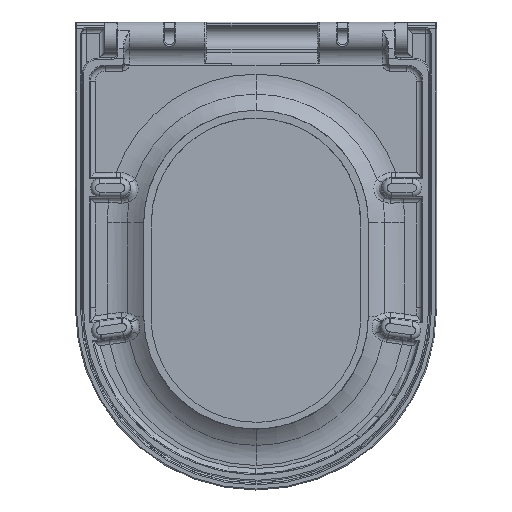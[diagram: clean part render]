
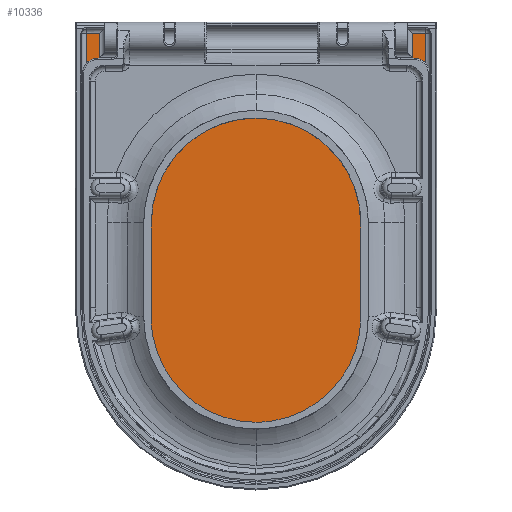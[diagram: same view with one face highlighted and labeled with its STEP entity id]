
A CAD part, front view. The second image highlights one B-rep face of the part: STEP entity #10336.
In plain terms, the highlighted face is planar.
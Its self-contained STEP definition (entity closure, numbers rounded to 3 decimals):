
#133 = AXIS2_PLACEMENT_3D ( 'NONE', #2415, #8624, #10017 ) ;
#421 = VERTEX_POINT ( 'NONE', #11401 ) ;
#466 = DIRECTION ( 'NONE',  ( 0., -1., 0. ) ) ;
#509 = DIRECTION ( 'NONE',  ( 0., 0., 1. ) ) ;
#512 = DIRECTION ( 'NONE',  ( 0., 0., -1. ) ) ;
#635 = CARTESIAN_POINT ( 'NONE',  ( 167.5, 35.5, -283.5 ) ) ;
#670 = VECTOR ( 'NONE', #1162, 1000. ) ;
#776 = VERTEX_POINT ( 'NONE', #4632 ) ;
#858 = ORIENTED_EDGE ( 'NONE', *, *, #10726, .T. ) ;
#985 = ORIENTED_EDGE ( 'NONE', *, *, #10628, .T. ) ;
#1162 = DIRECTION ( 'NONE',  ( -1., 0., 0. ) ) ;
#1168 = CIRCLE ( 'NONE', #12038, 167.5 ) ;
#1541 = VERTEX_POINT ( 'NONE', #9907 ) ;
#1569 = EDGE_CURVE ( 'NONE', #9171, #9091, #9317, .T. ) ;
#1693 = AXIS2_PLACEMENT_3D ( 'NONE', #1898, #3110, #11789 ) ;
#1898 = CARTESIAN_POINT ( 'NONE',  ( 132.5, 35.5, -332. ) ) ;
#2017 = DIRECTION ( 'NONE',  ( 0., 0., -1. ) ) ;
#2365 = AXIS2_PLACEMENT_3D ( 'NONE', #12363, #7472, #2392 ) ;
#2388 = ORIENTED_EDGE ( 'NONE', *, *, #14239, .T. ) ;
#2392 = DIRECTION ( 'NONE',  ( 0., 0., -1. ) ) ;
#2415 = CARTESIAN_POINT ( 'NONE',  ( 132.5, 35.5, -332. ) ) ;
#2419 = EDGE_CURVE ( 'NONE', #6024, #11314, #12934, .T. ) ;
#2699 = VECTOR ( 'NONE', #14249, 1000. ) ;
#2710 = LINE ( 'NONE', #4086, #6351 ) ;
#2896 = CARTESIAN_POINT ( 'NONE',  ( -132.5, 35.5, -350.5 ) ) ;
#2960 = FACE_BOUND ( 'NONE', #14672, .T. ) ;
#3044 = CIRCLE ( 'NONE', #11607, 167.5 ) ;
#3110 = DIRECTION ( 'NONE',  ( 0., 1., 0. ) ) ;
#3224 = LINE ( 'NONE', #7906, #4804 ) ;
#3421 = LINE ( 'NONE', #7222, #670 ) ;
#3461 = CARTESIAN_POINT ( 'NONE',  ( 132.5, 35.5, -350.5 ) ) ;
#4086 = CARTESIAN_POINT ( 'NONE',  ( 0., 35.5, -11. ) ) ;
#4154 = ORIENTED_EDGE ( 'NONE', *, *, #15225, .T. ) ;
#4361 = CARTESIAN_POINT ( 'NONE',  ( 154.5, 35.5, -11. ) ) ;
#4429 = DIRECTION ( 'NONE',  ( 0., 0., -1. ) ) ;
#4632 = CARTESIAN_POINT ( 'NONE',  ( 154.5, 35.5, -35. ) ) ;
#4804 = VECTOR ( 'NONE', #2017, 1000. ) ;
#5061 = ORIENTED_EDGE ( 'NONE', *, *, #14044, .T. ) ;
#5184 = EDGE_LOOP ( 'NONE', ( #12532, #4154 ) ) ;
#5238 = DIRECTION ( 'NONE',  ( 0., 0., -1. ) ) ;
#5640 = CARTESIAN_POINT ( 'NONE',  ( 167.5, 35.5, -11. ) ) ;
#5988 = CARTESIAN_POINT ( 'NONE',  ( -132.5, 35.5, -313.5 ) ) ;
#6024 = VERTEX_POINT ( 'NONE', #6300 ) ;
#6197 = ORIENTED_EDGE ( 'NONE', *, *, #1569, .T. ) ;
#6300 = CARTESIAN_POINT ( 'NONE',  ( -154.5, 35.5, -35. ) ) ;
#6351 = VECTOR ( 'NONE', #12762, 1000. ) ;
#6497 = AXIS2_PLACEMENT_3D ( 'NONE', #11239, #8869, #5238 ) ;
#6527 = PLANE ( 'NONE',  #6497 ) ;
#6857 = VECTOR ( 'NONE', #509, 1000. ) ;
#7222 = CARTESIAN_POINT ( 'NONE',  ( 0., 35.5, -35. ) ) ;
#7282 = VERTEX_POINT ( 'NONE', #11103 ) ;
#7382 = CIRCLE ( 'NONE', #133, 18.5 ) ;
#7472 = DIRECTION ( 'NONE',  ( 0., 1., 0. ) ) ;
#7571 = ORIENTED_EDGE ( 'NONE', *, *, #11981, .T. ) ;
#7787 = ORIENTED_EDGE ( 'NONE', *, *, #12096, .T. ) ;
#7861 = CARTESIAN_POINT ( 'NONE',  ( 0., 35.5, -11. ) ) ;
#7881 = CARTESIAN_POINT ( 'NONE',  ( -154.5, 35.5, -283.5 ) ) ;
#7883 = VECTOR ( 'NONE', #15519, 1000. ) ;
#7906 = CARTESIAN_POINT ( 'NONE',  ( -167.5, 35.5, -283.5 ) ) ;
#7923 = ORIENTED_EDGE ( 'NONE', *, *, #2419, .T. ) ;
#7943 = LINE ( 'NONE', #7861, #7883 ) ;
#8293 = LINE ( 'NONE', #15622, #8656 ) ;
#8400 = AXIS2_PLACEMENT_3D ( 'NONE', #10394, #12690, #512 ) ;
#8624 = DIRECTION ( 'NONE',  ( 0., 1., 0. ) ) ;
#8656 = VECTOR ( 'NONE', #4429, 1000. ) ;
#8869 = DIRECTION ( 'NONE',  ( 0., -1., 0. ) ) ;
#9091 = VERTEX_POINT ( 'NONE', #5988 ) ;
#9171 = VERTEX_POINT ( 'NONE', #2896 ) ;
#9299 = VERTEX_POINT ( 'NONE', #4361 ) ;
#9317 = CIRCLE ( 'NONE', #2365, 18.5 ) ;
#9907 = CARTESIAN_POINT ( 'NONE',  ( 0., 35.5, -451. ) ) ;
#10017 = DIRECTION ( 'NONE',  ( 0., 0., -1. ) ) ;
#10098 = CARTESIAN_POINT ( 'NONE',  ( 0., 35.5, -283.5 ) ) ;
#10336 = ADVANCED_FACE ( 'NONE', ( #12629, #12856, #2960 ), #6527, .T. ) ;
#10394 = CARTESIAN_POINT ( 'NONE',  ( -132.5, 35.5, -332. ) ) ;
#10405 = VERTEX_POINT ( 'NONE', #14090 ) ;
#10628 = EDGE_CURVE ( 'NONE', #14228, #9299, #2710, .T. ) ;
#10719 = EDGE_CURVE ( 'NONE', #11314, #7282, #7943, .T. ) ;
#10726 = EDGE_CURVE ( 'NONE', #13764, #14228, #15592, .T. ) ;
#11103 = CARTESIAN_POINT ( 'NONE',  ( -167.5, 35.5, -11. ) ) ;
#11239 = CARTESIAN_POINT ( 'NONE',  ( 0., 35.5, -283.5 ) ) ;
#11314 = VERTEX_POINT ( 'NONE', #15740 ) ;
#11338 = DIRECTION ( 'NONE',  ( 0., 0., -1. ) ) ;
#11401 = CARTESIAN_POINT ( 'NONE',  ( -167.5, 35.5, -283.5 ) ) ;
#11607 = AXIS2_PLACEMENT_3D ( 'NONE', #10098, #466, #11338 ) ;
#11786 = VERTEX_POINT ( 'NONE', #3461 ) ;
#11789 = DIRECTION ( 'NONE',  ( 0., 0., -1. ) ) ;
#11862 = DIRECTION ( 'NONE',  ( 0., -1., 0. ) ) ;
#11887 = EDGE_LOOP ( 'NONE', ( #858, #985, #2388, #14507, #7923, #14984, #14815, #5061, #7787 ) ) ;
#11981 = EDGE_CURVE ( 'NONE', #9091, #9171, #13880, .T. ) ;
#12038 = AXIS2_PLACEMENT_3D ( 'NONE', #14555, #11862, #13244 ) ;
#12096 = EDGE_CURVE ( 'NONE', #1541, #13764, #1168, .T. ) ;
#12363 = CARTESIAN_POINT ( 'NONE',  ( -132.5, 35.5, -332. ) ) ;
#12532 = ORIENTED_EDGE ( 'NONE', *, *, #14624, .T. ) ;
#12629 = FACE_OUTER_BOUND ( 'NONE', #11887, .T. ) ;
#12690 = DIRECTION ( 'NONE',  ( 0., 1., 0. ) ) ;
#12762 = DIRECTION ( 'NONE',  ( -1., 0., 0. ) ) ;
#12856 = FACE_BOUND ( 'NONE', #5184, .T. ) ;
#12934 = LINE ( 'NONE', #7881, #2699 ) ;
#13244 = DIRECTION ( 'NONE',  ( 0., 0., -1. ) ) ;
#13764 = VERTEX_POINT ( 'NONE', #635 ) ;
#13880 = CIRCLE ( 'NONE', #8400, 18.5 ) ;
#14044 = EDGE_CURVE ( 'NONE', #421, #1541, #3044, .T. ) ;
#14090 = CARTESIAN_POINT ( 'NONE',  ( 132.5, 35.5, -313.5 ) ) ;
#14228 = VERTEX_POINT ( 'NONE', #5640 ) ;
#14239 = EDGE_CURVE ( 'NONE', #9299, #776, #8293, .T. ) ;
#14249 = DIRECTION ( 'NONE',  ( 0., 0., 1. ) ) ;
#14507 = ORIENTED_EDGE ( 'NONE', *, *, #15441, .T. ) ;
#14555 = CARTESIAN_POINT ( 'NONE',  ( 0., 35.5, -283.5 ) ) ;
#14624 = EDGE_CURVE ( 'NONE', #11786, #10405, #15943, .T. ) ;
#14672 = EDGE_LOOP ( 'NONE', ( #6197, #7571 ) ) ;
#14815 = ORIENTED_EDGE ( 'NONE', *, *, #14948, .T. ) ;
#14948 = EDGE_CURVE ( 'NONE', #7282, #421, #3224, .T. ) ;
#14984 = ORIENTED_EDGE ( 'NONE', *, *, #10719, .T. ) ;
#15225 = EDGE_CURVE ( 'NONE', #10405, #11786, #7382, .T. ) ;
#15358 = CARTESIAN_POINT ( 'NONE',  ( 167.5, 35.5, -283.5 ) ) ;
#15441 = EDGE_CURVE ( 'NONE', #776, #6024, #3421, .T. ) ;
#15519 = DIRECTION ( 'NONE',  ( -1., 0., 0. ) ) ;
#15592 = LINE ( 'NONE', #15358, #6857 ) ;
#15622 = CARTESIAN_POINT ( 'NONE',  ( 154.5, 35.5, -283.5 ) ) ;
#15740 = CARTESIAN_POINT ( 'NONE',  ( -154.5, 35.5, -11. ) ) ;
#15943 = CIRCLE ( 'NONE', #1693, 18.5 ) ;
